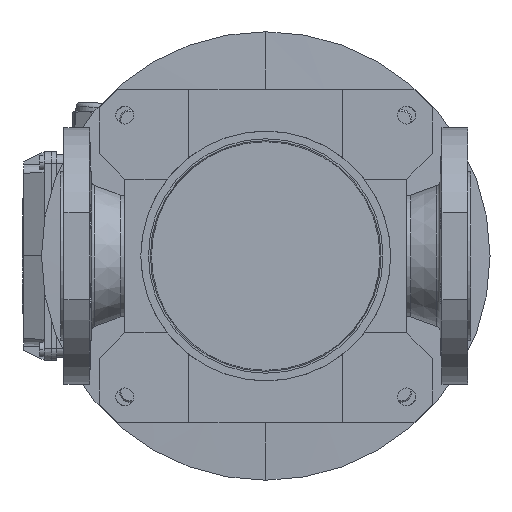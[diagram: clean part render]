
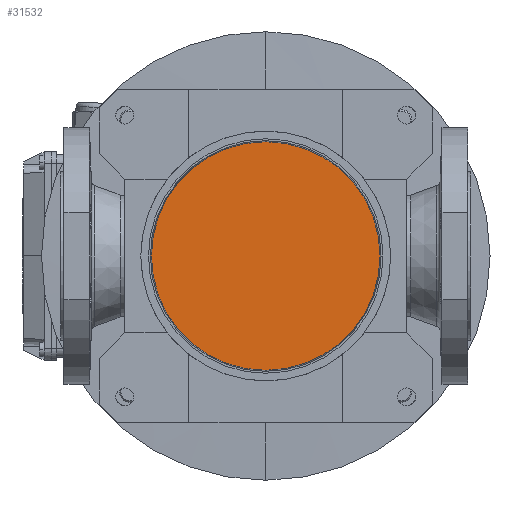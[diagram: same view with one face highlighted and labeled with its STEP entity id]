
A CAD part, front view. The second image highlights one B-rep face of the part: STEP entity #31532.
In plain terms, the highlighted planar face has unit normal (0, -1, 0).
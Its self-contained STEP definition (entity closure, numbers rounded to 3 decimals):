
#288 = EDGE_CURVE ( 'NONE', #108166, #67690, #37642, .T. ) ;
#1197 = CARTESIAN_POINT ( 'NONE',  ( 0., -46., 0. ) ) ;
#15321 = CARTESIAN_POINT ( 'NONE',  ( 0., -46., 89.214 ) ) ;
#19897 = DIRECTION ( 'NONE',  ( 0., 0., 1. ) ) ;
#20804 = EDGE_LOOP ( 'NONE', ( #39891, #53122 ) ) ;
#20961 = FACE_OUTER_BOUND ( 'NONE', #20804, .T. ) ;
#23245 = CARTESIAN_POINT ( 'NONE',  ( 0., -46., -89.214 ) ) ;
#28097 = DIRECTION ( 'NONE',  ( 0., 0., -1. ) ) ;
#31532 = ADVANCED_FACE ( 'NONE', ( #20961 ), #68583, .T. ) ;
#37642 = CIRCLE ( 'NONE', #60197, 89.214 ) ;
#39891 = ORIENTED_EDGE ( 'NONE', *, *, #288, .F. ) ;
#42124 = AXIS2_PLACEMENT_3D ( 'NONE', #107863, #60185, #28097 ) ;
#53122 = ORIENTED_EDGE ( 'NONE', *, *, #119377, .F. ) ;
#60185 = DIRECTION ( 'NONE',  ( 0., -1., 0. ) ) ;
#60197 = AXIS2_PLACEMENT_3D ( 'NONE', #87103, #67169, #86464 ) ;
#67169 = DIRECTION ( 'NONE',  ( 0., 1., 0. ) ) ;
#67690 = VERTEX_POINT ( 'NONE', #15321 ) ;
#67753 = AXIS2_PLACEMENT_3D ( 'NONE', #1197, #116440, #19897 ) ;
#68583 = PLANE ( 'NONE',  #42124 ) ;
#84175 = CIRCLE ( 'NONE', #67753, 89.214 ) ;
#86464 = DIRECTION ( 'NONE',  ( 0., 0., 1. ) ) ;
#87103 = CARTESIAN_POINT ( 'NONE',  ( 0., -46., 0. ) ) ;
#107863 = CARTESIAN_POINT ( 'NONE',  ( 0., -46., 0. ) ) ;
#108166 = VERTEX_POINT ( 'NONE', #23245 ) ;
#116440 = DIRECTION ( 'NONE',  ( 0., 1., 0. ) ) ;
#119377 = EDGE_CURVE ( 'NONE', #67690, #108166, #84175, .T. ) ;
